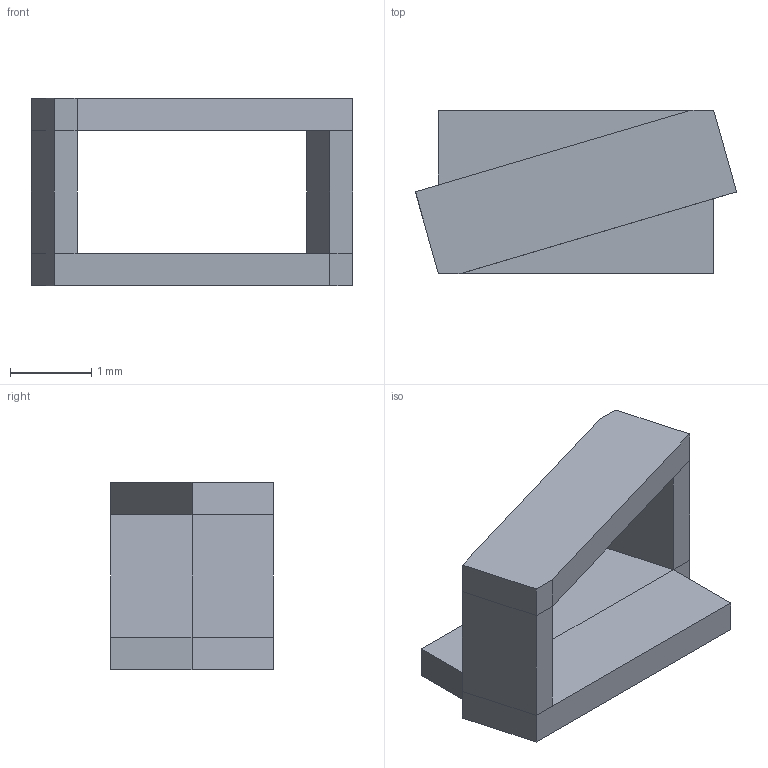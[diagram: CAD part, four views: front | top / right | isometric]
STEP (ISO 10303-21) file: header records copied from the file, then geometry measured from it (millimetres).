
FILE_DESCRIPTION(('FreeCAD Model'),'2;1');
FILE_NAME('keystone-5016.step', '2020-10-02T13:27:00',('Author'),(''), 'Open CASCADE STEP processor 7.3','FreeCAD','Unknown');
FILE_SCHEMA(('AUTOMOTIVE_DESIGN { 1 0 10303 214 1 1 1 1 }'));
Length unit declared in the file: millimetre
Products named in the file (1): Pad002
Bounding box: 3.94 x 2 x 2.3 mm (x, y, z)
Volume: 5.3 mm3; surface area: 37.7 mm2
Topology: 1 solids, 1 shells, 28 faces, 60 edges, 32 vertices
Faces by surface type: plane 28
Entity records: 1517 total; most frequent: CARTESIAN_POINT 241, DIRECTION 238, LINE 180, VECTOR 180, ORIENTED_EDGE 120, PCURVE 120, DEFINITIONAL_REPRESENTATION 120, EDGE_CURVE 60
